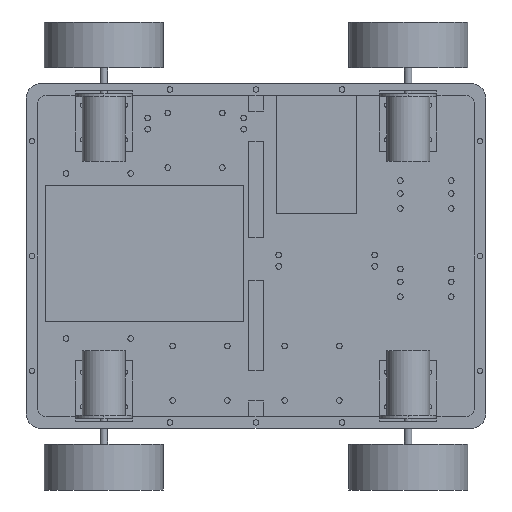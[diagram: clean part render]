
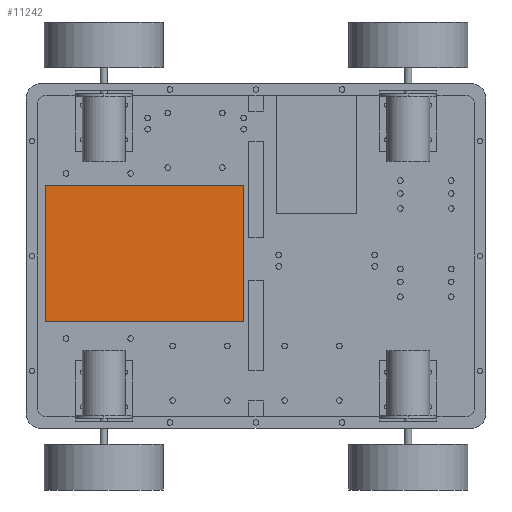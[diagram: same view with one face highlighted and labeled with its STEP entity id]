
A CAD part, front view. The second image highlights one B-rep face of the part: STEP entity #11242.
In plain terms, the highlighted planar face has unit normal (0, -1, 0).
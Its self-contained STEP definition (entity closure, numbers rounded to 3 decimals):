
#34 = ORIENTED_EDGE ( 'NONE', *, *, #13100, .T. ) ;
#74 = VERTEX_POINT ( 'NONE', #9294 ) ;
#609 = CARTESIAN_POINT ( 'NONE',  ( -146.521, -25., -45.77 ) ) ;
#865 = LINE ( 'NONE', #10769, #10091 ) ;
#1471 = EDGE_LOOP ( 'NONE', ( #4219, #34, #7273, #7814 ) ) ;
#1823 = VECTOR ( 'NONE', #5827, 1000. ) ;
#2000 = DIRECTION ( 'NONE',  ( 0., 1., 0. ) ) ;
#2456 = CARTESIAN_POINT ( 'NONE',  ( -146.521, -25., -45.77 ) ) ;
#2852 = VECTOR ( 'NONE', #6694, 1000. ) ;
#2974 = CARTESIAN_POINT ( 'NONE',  ( -146.521, -25., 49.23 ) ) ;
#3142 = PLANE ( 'NONE',  #4327 ) ;
#4219 = ORIENTED_EDGE ( 'NONE', *, *, #8870, .T. ) ;
#4327 = AXIS2_PLACEMENT_3D ( 'NONE', #6922, #2000, #11848 ) ;
#4339 = FACE_OUTER_BOUND ( 'NONE', #1471, .T. ) ;
#4776 = CARTESIAN_POINT ( 'NONE',  ( -146.521, -25., -45.77 ) ) ;
#4781 = VERTEX_POINT ( 'NONE', #609 ) ;
#5693 = EDGE_CURVE ( 'NONE', #74, #7298, #12139, .T. ) ;
#5827 = DIRECTION ( 'NONE',  ( 0., 0., -1. ) ) ;
#6694 = DIRECTION ( 'NONE',  ( -1., 0., 0. ) ) ;
#6922 = CARTESIAN_POINT ( 'NONE',  ( 0., -25., 0. ) ) ;
#7273 = ORIENTED_EDGE ( 'NONE', *, *, #12564, .T. ) ;
#7298 = VERTEX_POINT ( 'NONE', #15259 ) ;
#7814 = ORIENTED_EDGE ( 'NONE', *, *, #5693, .T. ) ;
#8500 = CARTESIAN_POINT ( 'NONE',  ( -8.521, -25., -45.77 ) ) ;
#8870 = EDGE_CURVE ( 'NONE', #7298, #4781, #15682, .T. ) ;
#9057 = VECTOR ( 'NONE', #14613, 1000. ) ;
#9294 = CARTESIAN_POINT ( 'NONE',  ( -8.521, -25., 49.23 ) ) ;
#10091 = VECTOR ( 'NONE', #15692, 1000. ) ;
#10769 = CARTESIAN_POINT ( 'NONE',  ( -8.521, -25., -45.77 ) ) ;
#11242 = ADVANCED_FACE ( 'NONE', ( #4339 ), #3142, .F. ) ;
#11848 = DIRECTION ( 'NONE',  ( 0., 0., 1. ) ) ;
#12123 = LINE ( 'NONE', #4776, #9057 ) ;
#12139 = LINE ( 'NONE', #2974, #2852 ) ;
#12564 = EDGE_CURVE ( 'NONE', #13058, #74, #865, .T. ) ;
#13058 = VERTEX_POINT ( 'NONE', #8500 ) ;
#13100 = EDGE_CURVE ( 'NONE', #4781, #13058, #12123, .T. ) ;
#14613 = DIRECTION ( 'NONE',  ( 1., 0., 0. ) ) ;
#15259 = CARTESIAN_POINT ( 'NONE',  ( -146.521, -25., 49.23 ) ) ;
#15682 = LINE ( 'NONE', #2456, #1823 ) ;
#15692 = DIRECTION ( 'NONE',  ( 0., 0., 1. ) ) ;
